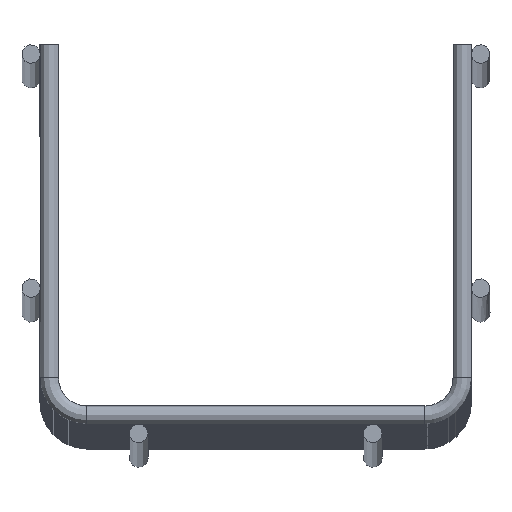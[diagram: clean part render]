
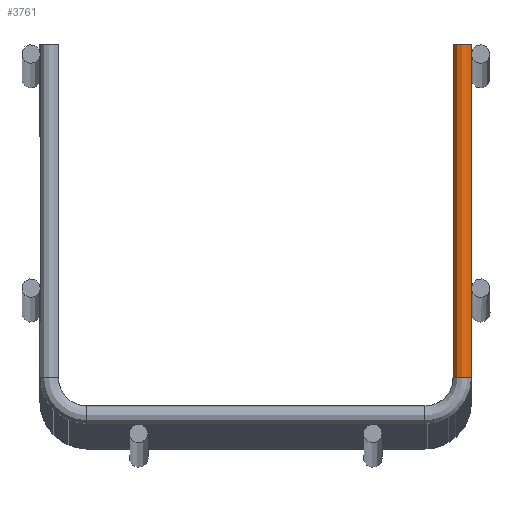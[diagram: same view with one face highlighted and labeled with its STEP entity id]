
A CAD part, top view. The second image highlights one B-rep face of the part: STEP entity #3761.
In plain terms, the highlighted cylindrical face has radius 2 mm (diameter 4 mm), a full revolution.
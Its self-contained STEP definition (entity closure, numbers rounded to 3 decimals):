
#317 = ORIENTED_EDGE ( 'NONE', *, *, #4156, .F. ) ;
#336 = CARTESIAN_POINT ( 'NONE',  ( 46.076, 76.541, 0.33 ) ) ;
#352 = CIRCLE ( 'NONE', #8418, 2. ) ;
#371 = CARTESIAN_POINT ( 'NONE',  ( 46.024, 77.417, 0.547 ) ) ;
#385 = CIRCLE ( 'NONE', #8491, 2. ) ;
#524 = CARTESIAN_POINT ( 'NONE',  ( 46., 26.936, -0.624 ) ) ;
#671 = EDGE_LOOP ( 'NONE', ( #317 ) ) ;
#882 = CARTESIAN_POINT ( 'NONE',  ( 44.1, 8., 2. ) ) ;
#1168 = CYLINDRICAL_SURFACE ( 'NONE', #9287, 2. ) ;
#1199 = CARTESIAN_POINT ( 'NONE',  ( 46.1, 76.475, -0.165 ) ) ;
#1234 = CARTESIAN_POINT ( 'NONE',  ( 46., 77.183, 0.624 ) ) ;
#1283 = FACE_OUTER_BOUND ( 'NONE', #671, .T. ) ;
#1296 = FACE_BOUND ( 'NONE', #9191, .T. ) ;
#1374 = CARTESIAN_POINT ( 'NONE',  ( 46.024, 27.429, -0.56 ) ) ;
#1417 = FACE_BOUND ( 'NONE', #5304, .T. ) ;
#1422 = FACE_OUTER_BOUND ( 'NONE', #8978, .T. ) ;
#1657 = B_SPLINE_CURVE_WITH_KNOTS ( 'NONE', 3,
 ( #9752, #9034, #4487, #9803, #5293, #336, #6071, #1199, #6876, #2033, #7651, #2871, #8384, #3716, #9111, #4518, #9833, #5325, #371, #6104, #1234, #6907 ),
 .UNSPECIFIED., .T., .F.,
 ( 4, 2, 2, 2, 2, 2, 2, 2, 2, 2, 4 ),
 ( 0., 0., 0., 0.001, 0.001, 0.002, 0.002, 0.003, 0.003, 0.004, 0.004 ),
 .UNSPECIFIED. ) ;
#1723 = CARTESIAN_POINT ( 'NONE',  ( 44.1, 79.1, 2. ) ) ;
#2033 = CARTESIAN_POINT ( 'NONE',  ( 46.024, 76.771, -0.56 ) ) ;
#2099 = DIRECTION ( 'NONE',  ( 0., -1., 0. ) ) ;
#2140 = CARTESIAN_POINT ( 'NONE',  ( 44.1, 79.1, 0. ) ) ;
#2206 = CARTESIAN_POINT ( 'NONE',  ( 46.1, 27.725, -0.165 ) ) ;
#2438 = VERTEX_POINT ( 'NONE', #1723 ) ;
#2528 = DIRECTION ( 'NONE',  ( 0., 1., 0. ) ) ;
#2575 = CARTESIAN_POINT ( 'NONE',  ( 46., 27.1, 0.624 ) ) ;
#2871 = CARTESIAN_POINT ( 'NONE',  ( 46., 77.264, -0.625 ) ) ;
#2979 = DIRECTION ( 'NONE',  ( 0., 0., 1. ) ) ;
#3016 = CARTESIAN_POINT ( 'NONE',  ( 46.024, 26.783, 0.548 ) ) ;
#3051 = CARTESIAN_POINT ( 'NONE',  ( 46.076, 27.659, 0.329 ) ) ;
#3350 = CARTESIAN_POINT ( 'NONE',  ( 44.1, 8., 0. ) ) ;
#3378 = ORIENTED_EDGE ( 'NONE', *, *, #4216, .T. ) ;
#3716 = CARTESIAN_POINT ( 'NONE',  ( 46.076, 77.66, -0.329 ) ) ;
#3761 = ADVANCED_FACE ( 'NONE', ( #1296, #1283, #1422, #1417 ), #1168, .T. ) ;
#3861 = CARTESIAN_POINT ( 'NONE',  ( 46.076, 26.541, 0.33 ) ) ;
#3897 = CARTESIAN_POINT ( 'NONE',  ( 46.024, 27.417, 0.547 ) ) ;
#4081 = EDGE_CURVE ( 'NONE', #8721, #8721, #1657, .T. ) ;
#4156 = EDGE_CURVE ( 'NONE', #6722, #6722, #385, .T. ) ;
#4216 = EDGE_CURVE ( 'NONE', #2438, #2438, #352, .T. ) ;
#4236 = EDGE_CURVE ( 'NONE', #8481, #8481, #8254, .T. ) ;
#4487 = CARTESIAN_POINT ( 'NONE',  ( 46.005, 76.935, 0.609 ) ) ;
#4518 = CARTESIAN_POINT ( 'NONE',  ( 46.1, 77.724, 0.165 ) ) ;
#4653 = CARTESIAN_POINT ( 'NONE',  ( 46.1, 26.475, -0.165 ) ) ;
#4692 = CARTESIAN_POINT ( 'NONE',  ( 46., 27.183, 0.624 ) ) ;
#5293 = CARTESIAN_POINT ( 'NONE',  ( 46.037, 76.713, 0.502 ) ) ;
#5304 = EDGE_LOOP ( 'NONE', ( #6313 ) ) ;
#5325 = CARTESIAN_POINT ( 'NONE',  ( 46.037, 77.487, 0.502 ) ) ;
#5440 = CARTESIAN_POINT ( 'NONE',  ( 46.024, 26.771, -0.56 ) ) ;
#5773 = CARTESIAN_POINT ( 'NONE',  ( 46., 77.1, 0.624 ) ) ;
#6071 = CARTESIAN_POINT ( 'NONE',  ( 46.1, 76.476, 0.165 ) ) ;
#6104 = CARTESIAN_POINT ( 'NONE',  ( 46.005, 77.265, 0.609 ) ) ;
#6208 = CARTESIAN_POINT ( 'NONE',  ( 46., 27.017, 0.624 ) ) ;
#6239 = CARTESIAN_POINT ( 'NONE',  ( 46., 27.264, -0.625 ) ) ;
#6313 = ORIENTED_EDGE ( 'NONE', *, *, #4236, .F. ) ;
#6722 = VERTEX_POINT ( 'NONE', #882 ) ;
#6876 = CARTESIAN_POINT ( 'NONE',  ( 46.076, 76.54, -0.329 ) ) ;
#6907 = CARTESIAN_POINT ( 'NONE',  ( 46., 77.1, 0.624 ) ) ;
#6941 = CARTESIAN_POINT ( 'NONE',  ( 44.1, 8., 0. ) ) ;
#7005 = CARTESIAN_POINT ( 'NONE',  ( 46., 27.1, 0.624 ) ) ;
#7041 = CARTESIAN_POINT ( 'NONE',  ( 46.076, 27.66, -0.329 ) ) ;
#7374 = ORIENTED_EDGE ( 'NONE', *, *, #4081, .F. ) ;
#7651 = CARTESIAN_POINT ( 'NONE',  ( 46., 76.936, -0.624 ) ) ;
#7713 = DIRECTION ( 'NONE',  ( 0., 0., 1. ) ) ;
#7745 = DIRECTION ( 'NONE',  ( 0., -1., 0. ) ) ;
#7777 = CARTESIAN_POINT ( 'NONE',  ( 46.005, 26.935, 0.609 ) ) ;
#7813 = CARTESIAN_POINT ( 'NONE',  ( 46.1, 27.724, 0.165 ) ) ;
#8085 = DIRECTION ( 'NONE',  ( -1., 0., 0. ) ) ;
#8254 = B_SPLINE_CURVE_WITH_KNOTS ( 'NONE', 3,
 ( #7005, #6208, #7777, #3016, #8508, #3861, #9235, #4653, #9939, #5440, #524, #6239, #1374, #7041, #2206, #7813, #3051, #8536, #3897, #9273, #4692, #9970 ),
 .UNSPECIFIED., .T., .F.,
 ( 4, 2, 2, 2, 2, 2, 2, 2, 2, 2, 4 ),
 ( 0., 0., 0., 0.001, 0.001, 0.002, 0.002, 0.003, 0.003, 0.004, 0.004 ),
 .UNSPECIFIED. ) ;
#8384 = CARTESIAN_POINT ( 'NONE',  ( 46.024, 77.429, -0.56 ) ) ;
#8418 = AXIS2_PLACEMENT_3D ( 'NONE', #2140, #7745, #2979 ) ;
#8481 = VERTEX_POINT ( 'NONE', #2575 ) ;
#8491 = AXIS2_PLACEMENT_3D ( 'NONE', #6941, #2099, #7713 ) ;
#8508 = CARTESIAN_POINT ( 'NONE',  ( 46.037, 26.713, 0.502 ) ) ;
#8536 = CARTESIAN_POINT ( 'NONE',  ( 46.037, 27.487, 0.502 ) ) ;
#8721 = VERTEX_POINT ( 'NONE', #5773 ) ;
#8978 = EDGE_LOOP ( 'NONE', ( #3378 ) ) ;
#9034 = CARTESIAN_POINT ( 'NONE',  ( 46., 77.017, 0.624 ) ) ;
#9111 = CARTESIAN_POINT ( 'NONE',  ( 46.1, 77.725, -0.165 ) ) ;
#9191 = EDGE_LOOP ( 'NONE', ( #7374 ) ) ;
#9235 = CARTESIAN_POINT ( 'NONE',  ( 46.1, 26.476, 0.165 ) ) ;
#9273 = CARTESIAN_POINT ( 'NONE',  ( 46.005, 27.265, 0.609 ) ) ;
#9287 = AXIS2_PLACEMENT_3D ( 'NONE', #3350, #2528, #8085 ) ;
#9752 = CARTESIAN_POINT ( 'NONE',  ( 46., 77.1, 0.624 ) ) ;
#9803 = CARTESIAN_POINT ( 'NONE',  ( 46.024, 76.783, 0.548 ) ) ;
#9833 = CARTESIAN_POINT ( 'NONE',  ( 46.076, 77.659, 0.329 ) ) ;
#9939 = CARTESIAN_POINT ( 'NONE',  ( 46.076, 26.54, -0.329 ) ) ;
#9970 = CARTESIAN_POINT ( 'NONE',  ( 46., 27.1, 0.624 ) ) ;
